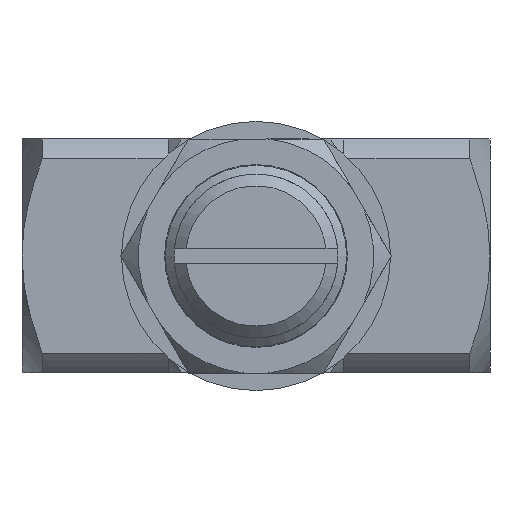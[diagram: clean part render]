
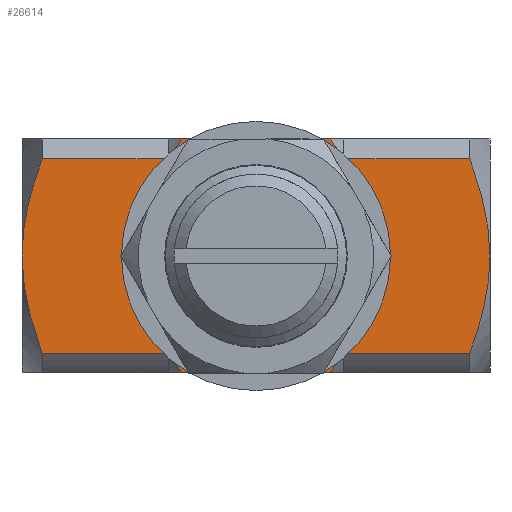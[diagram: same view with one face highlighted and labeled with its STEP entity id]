
A CAD part, front view. The second image highlights one B-rep face of the part: STEP entity #26614.
In plain terms, the highlighted planar face has unit normal (0, -1, 0).
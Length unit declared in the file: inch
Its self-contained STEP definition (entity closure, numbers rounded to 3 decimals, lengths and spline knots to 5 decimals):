
#1591=LINE('',#33517,#4199);
#4026=LINE('',#46271,#6634);
#4031=LINE('',#46355,#6639);
#4032=LINE('',#46361,#6640);
#4033=LINE('',#46399,#6641);
#4034=LINE('',#46416,#6642);
#4199=VECTOR('',#28314,0.3937);
#6634=VECTOR('',#32251,0.3937);
#6639=VECTOR('',#32336,0.3937);
#6640=VECTOR('',#32345,0.3937);
#6641=VECTOR('',#32388,0.3937);
#6642=VECTOR('',#32411,0.3937);
#6771=(
BOUNDED_CURVE()
B_SPLINE_CURVE(2,(#46341,#46342,#46343),.UNSPECIFIED.,.F.,.F.)
B_SPLINE_CURVE_WITH_KNOTS((3,3),(1.52621,1.93378),
 .UNSPECIFIED.)
CURVE()
GEOMETRIC_REPRESENTATION_ITEM()
RATIONAL_B_SPLINE_CURVE((1.015,1.009,1.))
REPRESENTATION_ITEM('')
);
#6772=(
BOUNDED_CURVE()
B_SPLINE_CURVE(2,(#46347,#46348,#46349),.UNSPECIFIED.,.F.,.F.)
B_SPLINE_CURVE_WITH_KNOTS((3,3),(0.,0.40758),.UNSPECIFIED.)
CURVE()
GEOMETRIC_REPRESENTATION_ITEM()
RATIONAL_B_SPLINE_CURVE((1.,1.009,1.015))
REPRESENTATION_ITEM('')
);
#6773=(
BOUNDED_CURVE()
B_SPLINE_CURVE(2,(#46365,#46366,#46367),.UNSPECIFIED.,.F.,.F.)
B_SPLINE_CURVE_WITH_KNOTS((3,3),(0.,1.35251),.UNSPECIFIED.)
CURVE()
GEOMETRIC_REPRESENTATION_ITEM()
RATIONAL_B_SPLINE_CURVE((1.,1.072,1.))
REPRESENTATION_ITEM('')
);
#6774=(
BOUNDED_CURVE()
B_SPLINE_CURVE(2,(#46372,#46373,#46374),.UNSPECIFIED.,.F.,.F.)
B_SPLINE_CURVE_WITH_KNOTS((3,3),(1.35251,2.70503),
 .UNSPECIFIED.)
CURVE()
GEOMETRIC_REPRESENTATION_ITEM()
RATIONAL_B_SPLINE_CURVE((1.,1.072,1.))
REPRESENTATION_ITEM('')
);
#6775=(
BOUNDED_CURVE()
B_SPLINE_CURVE(2,(#46383,#46384,#46385),.UNSPECIFIED.,.F.,.F.)
B_SPLINE_CURVE_WITH_KNOTS((3,3),(1.52621,1.93378),
 .UNSPECIFIED.)
CURVE()
GEOMETRIC_REPRESENTATION_ITEM()
RATIONAL_B_SPLINE_CURVE((1.015,1.009,1.))
REPRESENTATION_ITEM('')
);
#6776=(
BOUNDED_CURVE()
B_SPLINE_CURVE(2,(#46388,#46389,#46390),.UNSPECIFIED.,.F.,.F.)
B_SPLINE_CURVE_WITH_KNOTS((3,3),(0.,0.40758),.UNSPECIFIED.)
CURVE()
GEOMETRIC_REPRESENTATION_ITEM()
RATIONAL_B_SPLINE_CURVE((1.,1.009,1.015))
REPRESENTATION_ITEM('')
);
#6777=(
BOUNDED_CURVE()
B_SPLINE_CURVE(2,(#46407,#46408,#46409),.UNSPECIFIED.,.F.,.F.)
B_SPLINE_CURVE_WITH_KNOTS((3,3),(0.,1.35251),.UNSPECIFIED.)
CURVE()
GEOMETRIC_REPRESENTATION_ITEM()
RATIONAL_B_SPLINE_CURVE((1.,1.072,1.))
REPRESENTATION_ITEM('')
);
#6778=(
BOUNDED_CURVE()
B_SPLINE_CURVE(2,(#46419,#46420,#46421),.UNSPECIFIED.,.F.,.F.)
B_SPLINE_CURVE_WITH_KNOTS((3,3),(1.35251,2.70503),
 .UNSPECIFIED.)
CURVE()
GEOMETRIC_REPRESENTATION_ITEM()
RATIONAL_B_SPLINE_CURVE((1.,1.072,1.))
REPRESENTATION_ITEM('')
);
#7622=PLANE('',#27783);
#7826=FACE_BOUND('',#10827,.T.);
#9236=FACE_OUTER_BOUND('',#10826,.T.);
#10826=EDGE_LOOP('',(#24601,#24602,#24603,#24604,#24605,#24606,#24607,#24608,
#24609,#24610,#24611,#24612,#24613,#24614));
#10827=EDGE_LOOP('',(#24615));
#11190=CIRCLE('',#27784,0.31469);
#11425=VERTEX_POINT('',#33477);
#11436=VERTEX_POINT('',#33513);
#13652=VERTEX_POINT('',#46266);
#13653=VERTEX_POINT('',#46270);
#13663=VERTEX_POINT('',#46340);
#13664=VERTEX_POINT('',#46346);
#13665=VERTEX_POINT('',#46354);
#13666=VERTEX_POINT('',#46360);
#13667=VERTEX_POINT('',#46364);
#13668=VERTEX_POINT('',#46381);
#13669=VERTEX_POINT('',#46387);
#13670=VERTEX_POINT('',#46397);
#13671=VERTEX_POINT('',#46405);
#13672=VERTEX_POINT('',#46415);
#13673=VERTEX_POINT('',#46425);
#14018=EDGE_CURVE('',#11425,#11436,#1591,.T.);
#17341=EDGE_CURVE('',#13652,#13653,#4026,.T.);
#17354=EDGE_CURVE('',#13652,#13663,#6771,.T.);
#17356=EDGE_CURVE('',#13664,#11425,#6772,.T.);
#17359=EDGE_CURVE('',#13663,#13665,#4031,.T.);
#17362=EDGE_CURVE('',#13666,#13664,#4032,.T.);
#17364=EDGE_CURVE('',#13665,#13667,#6773,.T.);
#17367=EDGE_CURVE('',#13667,#13666,#6774,.T.);
#17372=EDGE_CURVE('',#11436,#13668,#6775,.T.);
#17373=EDGE_CURVE('',#13669,#13653,#6776,.T.);
#17378=EDGE_CURVE('',#13668,#13670,#4033,.T.);
#17382=EDGE_CURVE('',#13670,#13671,#6777,.T.);
#17385=EDGE_CURVE('',#13672,#13669,#4034,.T.);
#17387=EDGE_CURVE('',#13671,#13672,#6778,.T.);
#17389=EDGE_CURVE('',#13673,#13673,#11190,.T.);
#24601=ORIENTED_EDGE('',*,*,#17354,.T.);
#24602=ORIENTED_EDGE('',*,*,#17359,.T.);
#24603=ORIENTED_EDGE('',*,*,#17364,.T.);
#24604=ORIENTED_EDGE('',*,*,#17367,.T.);
#24605=ORIENTED_EDGE('',*,*,#17362,.T.);
#24606=ORIENTED_EDGE('',*,*,#17356,.T.);
#24607=ORIENTED_EDGE('',*,*,#14018,.T.);
#24608=ORIENTED_EDGE('',*,*,#17372,.T.);
#24609=ORIENTED_EDGE('',*,*,#17378,.T.);
#24610=ORIENTED_EDGE('',*,*,#17382,.T.);
#24611=ORIENTED_EDGE('',*,*,#17387,.T.);
#24612=ORIENTED_EDGE('',*,*,#17385,.T.);
#24613=ORIENTED_EDGE('',*,*,#17373,.T.);
#24614=ORIENTED_EDGE('',*,*,#17341,.F.);
#24615=ORIENTED_EDGE('',*,*,#17389,.F.);
#26614=ADVANCED_FACE('',(#9236,#7826),#7622,.T.);
#27783=AXIS2_PLACEMENT_3D('',#46424,#32420,#32421);
#27784=AXIS2_PLACEMENT_3D('',#46426,#32422,#32423);
#28314=DIRECTION('',(1.,0.,0.));
#32251=DIRECTION('',(1.,0.,0.));
#32336=DIRECTION('',(-1.,0.,0.));
#32345=DIRECTION('',(1.,0.,0.));
#32388=DIRECTION('',(1.,0.,0.));
#32411=DIRECTION('',(-1.,0.,0.));
#32420=DIRECTION('center_axis',(0.,-1.,0.));
#32421=DIRECTION('ref_axis',(0.,0.,-1.));
#32422=DIRECTION('center_axis',(0.,-1.,0.));
#32423=DIRECTION('ref_axis',(-1.,0.,0.));
#33477=CARTESIAN_POINT('',(0.85263,-0.625,-0.625));
#33513=CARTESIAN_POINT('',(1.64737,-0.625,-0.625));
#33517=CARTESIAN_POINT('',(0.,-0.625,-0.625));
#46266=CARTESIAN_POINT('',(0.85263,-0.625,0.625));
#46270=CARTESIAN_POINT('',(1.64737,-0.625,0.625));
#46271=CARTESIAN_POINT('',(0.,-0.625,0.625));
#46340=CARTESIAN_POINT('',(0.78125,-0.625,0.51916));
#46341=CARTESIAN_POINT('Ctrl Pts',(0.85263,-0.625,0.625));
#46342=CARTESIAN_POINT('Ctrl Pts',(0.81364,-0.625,0.56986));
#46343=CARTESIAN_POINT('Ctrl Pts',(0.78125,-0.625,0.51916));
#46346=CARTESIAN_POINT('',(0.78125,-0.625,-0.51916));
#46347=CARTESIAN_POINT('Ctrl Pts',(0.78125,-0.625,-0.51916));
#46348=CARTESIAN_POINT('Ctrl Pts',(0.81364,-0.625,-0.56986));
#46349=CARTESIAN_POINT('Ctrl Pts',(0.85263,-0.625,-0.625));
#46354=CARTESIAN_POINT('',(0.10825,-0.625,0.51916));
#46355=CARTESIAN_POINT('',(0.46279,-0.625,0.51916));
#46360=CARTESIAN_POINT('',(0.10825,-0.625,-0.51916));
#46361=CARTESIAN_POINT('',(0.46279,-0.625,-0.51916));
#46364=CARTESIAN_POINT('',(0.,-0.625,0.));
#46365=CARTESIAN_POINT('Ctrl Pts',(0.10825,-0.625,0.51916));
#46366=CARTESIAN_POINT('Ctrl Pts',(0.,-0.625,0.22572));
#46367=CARTESIAN_POINT('Ctrl Pts',(0.,-0.625,0.));
#46372=CARTESIAN_POINT('Ctrl Pts',(0.,-0.625,0.));
#46373=CARTESIAN_POINT('Ctrl Pts',(0.,-0.625,-0.22572));
#46374=CARTESIAN_POINT('Ctrl Pts',(0.10825,-0.625,-0.51916));
#46381=CARTESIAN_POINT('',(1.71875,-0.625,-0.51916));
#46383=CARTESIAN_POINT('Ctrl Pts',(1.64737,-0.625,-0.625));
#46384=CARTESIAN_POINT('Ctrl Pts',(1.68636,-0.625,-0.56986));
#46385=CARTESIAN_POINT('Ctrl Pts',(1.71875,-0.625,-0.51916));
#46387=CARTESIAN_POINT('',(1.71875,-0.625,0.51916));
#46388=CARTESIAN_POINT('Ctrl Pts',(1.71875,-0.625,0.51916));
#46389=CARTESIAN_POINT('Ctrl Pts',(1.68636,-0.625,0.56986));
#46390=CARTESIAN_POINT('Ctrl Pts',(1.64737,-0.625,0.625));
#46397=CARTESIAN_POINT('',(2.39175,-0.625,-0.51916));
#46399=CARTESIAN_POINT('',(2.3737,-0.625,-0.51916));
#46405=CARTESIAN_POINT('',(2.5,-0.625,0.));
#46407=CARTESIAN_POINT('Ctrl Pts',(2.39175,-0.625,-0.51916));
#46408=CARTESIAN_POINT('Ctrl Pts',(2.5,-0.625,-0.22572));
#46409=CARTESIAN_POINT('Ctrl Pts',(2.5,-0.625,0.));
#46415=CARTESIAN_POINT('',(2.39175,-0.625,0.51916));
#46416=CARTESIAN_POINT('',(2.3737,-0.625,0.51916));
#46419=CARTESIAN_POINT('Ctrl Pts',(2.5,-0.625,0.));
#46420=CARTESIAN_POINT('Ctrl Pts',(2.5,-0.625,0.22572));
#46421=CARTESIAN_POINT('Ctrl Pts',(2.39175,-0.625,0.51916));
#46424=CARTESIAN_POINT('Origin',(0.,-0.625,0.625));
#46425=CARTESIAN_POINT('',(1.56469,-0.625,0.));
#46426=CARTESIAN_POINT('Origin',(1.25,-0.625,0.));
